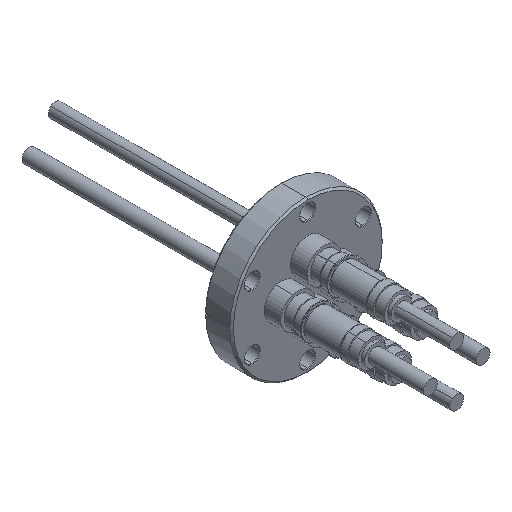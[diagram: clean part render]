
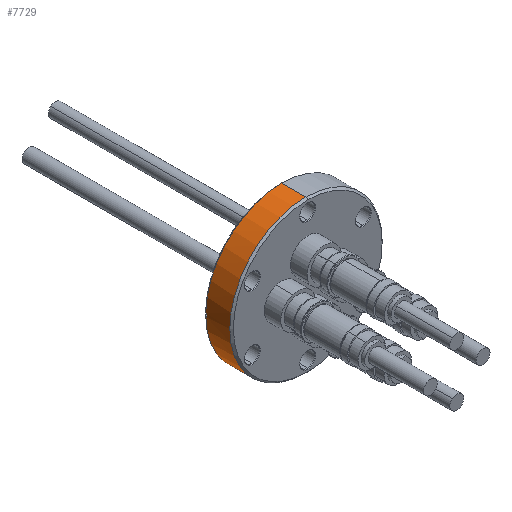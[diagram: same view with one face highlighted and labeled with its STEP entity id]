
A CAD part, isometric view. The second image highlights one B-rep face of the part: STEP entity #7729.
In plain terms, the highlighted cylindrical face has radius 34.925 mm (diameter 69.85 mm), a partial arc.
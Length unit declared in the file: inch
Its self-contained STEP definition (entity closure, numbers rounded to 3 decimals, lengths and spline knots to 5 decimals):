
#26 = VECTOR ( 'NONE', #1461, 39.37008 ) ;
#99 = AXIS2_PLACEMENT_3D ( 'NONE', #4722, #4038, #3429 ) ;
#241 = EDGE_CURVE ( 'NONE', #2321, #4759, #7749, .T. ) ;
#323 = CARTESIAN_POINT ( 'NONE',  ( 0., 0.468, -1.375 ) ) ;
#483 = CARTESIAN_POINT ( 'NONE',  ( 0., 0., 1.375 ) ) ;
#596 = ORIENTED_EDGE ( 'NONE', *, *, #7706, .F. ) ;
#608 = DIRECTION ( 'NONE',  ( 0., 0., -1. ) ) ;
#630 = VERTEX_POINT ( 'NONE', #323 ) ;
#712 = DIRECTION ( 'NONE',  ( 0., -1., 0. ) ) ;
#831 = EDGE_CURVE ( 'NONE', #630, #2939, #4987, .T. ) ;
#952 = EDGE_LOOP ( 'NONE', ( #596, #5605, #2798, #1781, #4540, #4014, #2245, #5318 ) ) ;
#1461 = DIRECTION ( 'NONE',  ( 0., -1., 0. ) ) ;
#1473 = CARTESIAN_POINT ( 'NONE',  ( 0., 0.468, 1.375 ) ) ;
#1599 = DIRECTION ( 'NONE',  ( 0., -1., 0. ) ) ;
#1753 = CIRCLE ( 'NONE', #2385, 1.375 ) ;
#1778 = CARTESIAN_POINT ( 'NONE',  ( -1.37465, 0., -0.031 ) ) ;
#1781 = ORIENTED_EDGE ( 'NONE', *, *, #5824, .F. ) ;
#1846 = EDGE_CURVE ( 'NONE', #6539, #3690, #2703, .T. ) ;
#1849 = CARTESIAN_POINT ( 'NONE',  ( 0., 0., -1.375 ) ) ;
#2245 = ORIENTED_EDGE ( 'NONE', *, *, #831, .T. ) ;
#2277 = CARTESIAN_POINT ( 'NONE',  ( 0., 0.468, 0. ) ) ;
#2321 = VERTEX_POINT ( 'NONE', #4161 ) ;
#2335 = DIRECTION ( 'NONE',  ( 0., 1., 0. ) ) ;
#2344 = CARTESIAN_POINT ( 'NONE',  ( 0., 0.45, 0. ) ) ;
#2385 = AXIS2_PLACEMENT_3D ( 'NONE', #2344, #5403, #4693 ) ;
#2441 = CARTESIAN_POINT ( 'NONE',  ( 0., 0.032, -1.375 ) ) ;
#2448 = EDGE_CURVE ( 'NONE', #7694, #2939, #5315, .T. ) ;
#2561 = CARTESIAN_POINT ( 'NONE',  ( -1.37465, 0.45, 0.031 ) ) ;
#2574 = VECTOR ( 'NONE', #2335, 39.37008 ) ;
#2703 = LINE ( 'NONE', #4012, #26 ) ;
#2793 = FACE_OUTER_BOUND ( 'NONE', #952, .T. ) ;
#2798 = ORIENTED_EDGE ( 'NONE', *, *, #1846, .T. ) ;
#2939 = VERTEX_POINT ( 'NONE', #2441 ) ;
#3128 = CIRCLE ( 'NONE', #7586, 1.375 ) ;
#3429 = DIRECTION ( 'NONE',  ( 0., 0., -1. ) ) ;
#3479 = CARTESIAN_POINT ( 'NONE',  ( -1.37465, 0.468, -0.031 ) ) ;
#3690 = VERTEX_POINT ( 'NONE', #2561 ) ;
#3882 = VERTEX_POINT ( 'NONE', #1473 ) ;
#4012 = CARTESIAN_POINT ( 'NONE',  ( -1.37465, 0., 0.031 ) ) ;
#4014 = ORIENTED_EDGE ( 'NONE', *, *, #5474, .T. ) ;
#4038 = DIRECTION ( 'NONE',  ( 0., -1., 0. ) ) ;
#4161 = CARTESIAN_POINT ( 'NONE',  ( -1.37465, 0.45, -0.031 ) ) ;
#4540 = ORIENTED_EDGE ( 'NONE', *, *, #241, .T. ) ;
#4547 = CARTESIAN_POINT ( 'NONE',  ( -1.37465, 0.468, 0.031 ) ) ;
#4693 = DIRECTION ( 'NONE',  ( 0., 0., 1. ) ) ;
#4711 = DIRECTION ( 'NONE',  ( 0., -1., 0. ) ) ;
#4722 = CARTESIAN_POINT ( 'NONE',  ( 0., 0.032, 0. ) ) ;
#4759 = VERTEX_POINT ( 'NONE', #3479 ) ;
#4906 = CARTESIAN_POINT ( 'NONE',  ( 0., 0.468, 0. ) ) ;
#4987 = LINE ( 'NONE', #1849, #5346 ) ;
#5294 = DIRECTION ( 'NONE',  ( 0., 0., -1. ) ) ;
#5315 = CIRCLE ( 'NONE', #99, 1.375 ) ;
#5318 = ORIENTED_EDGE ( 'NONE', *, *, #2448, .F. ) ;
#5321 = CIRCLE ( 'NONE', #6863, 1.375 ) ;
#5335 = VECTOR ( 'NONE', #5941, 39.37008 ) ;
#5346 = VECTOR ( 'NONE', #712, 39.37008 ) ;
#5403 = DIRECTION ( 'NONE',  ( 0., 1., 0. ) ) ;
#5474 = EDGE_CURVE ( 'NONE', #4759, #630, #3128, .T. ) ;
#5605 = ORIENTED_EDGE ( 'NONE', *, *, #7803, .T. ) ;
#5819 = CYLINDRICAL_SURFACE ( 'NONE', #7487, 1.375 ) ;
#5824 = EDGE_CURVE ( 'NONE', #2321, #3690, #1753, .T. ) ;
#5900 = LINE ( 'NONE', #483, #5335 ) ;
#5941 = DIRECTION ( 'NONE',  ( 0., -1., 0. ) ) ;
#6539 = VERTEX_POINT ( 'NONE', #4547 ) ;
#6863 = AXIS2_PLACEMENT_3D ( 'NONE', #2277, #1599, #7140 ) ;
#7064 = CARTESIAN_POINT ( 'NONE',  ( 0., 0., 0. ) ) ;
#7140 = DIRECTION ( 'NONE',  ( 0., 0., -1. ) ) ;
#7346 = DIRECTION ( 'NONE',  ( 0., -1., 0. ) ) ;
#7487 = AXIS2_PLACEMENT_3D ( 'NONE', #7064, #4711, #5294 ) ;
#7541 = CARTESIAN_POINT ( 'NONE',  ( 0., 0.032, 1.375 ) ) ;
#7586 = AXIS2_PLACEMENT_3D ( 'NONE', #4906, #7346, #608 ) ;
#7694 = VERTEX_POINT ( 'NONE', #7541 ) ;
#7706 = EDGE_CURVE ( 'NONE', #3882, #7694, #5900, .T. ) ;
#7729 = ADVANCED_FACE ( 'NONE', ( #2793 ), #5819, .T. ) ;
#7749 = LINE ( 'NONE', #1778, #2574 ) ;
#7803 = EDGE_CURVE ( 'NONE', #3882, #6539, #5321, .T. ) ;
